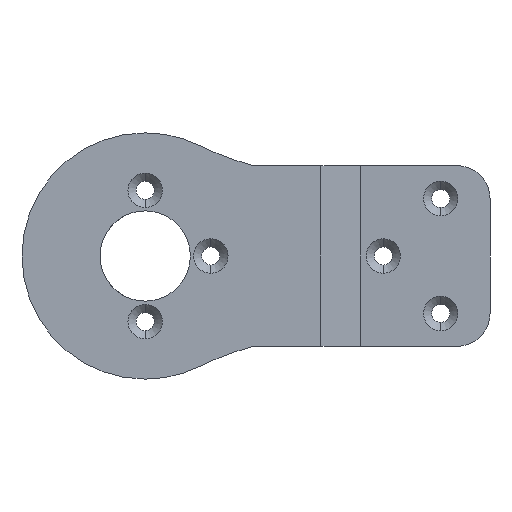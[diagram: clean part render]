
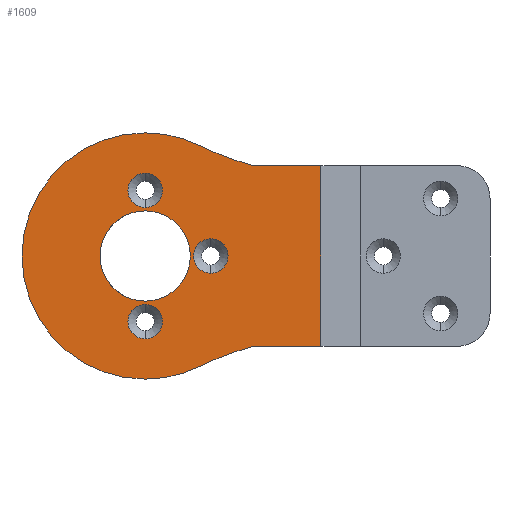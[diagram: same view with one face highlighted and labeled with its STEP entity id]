
A CAD part, left-side view. The second image highlights one B-rep face of the part: STEP entity #1609.
In plain terms, the highlighted planar face has unit normal (-1, 0, 0).
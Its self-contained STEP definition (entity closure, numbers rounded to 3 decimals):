
#20 = CARTESIAN_POINT ( 'NONE',  ( -22.762, -5.605, 45. ) ) ;
#52 = EDGE_CURVE ( 'NONE', #3160, #2945, #2391, .T. ) ;
#54 = AXIS2_PLACEMENT_3D ( 'NONE', #1846, #1046, #2903 ) ;
#59 = VERTEX_POINT ( 'NONE', #3239 ) ;
#72 = DIRECTION ( 'NONE',  ( 1., 0., 0. ) ) ;
#151 = VERTEX_POINT ( 'NONE', #2597 ) ;
#158 = DIRECTION ( 'NONE',  ( 0., 0., -1. ) ) ;
#200 = CARTESIAN_POINT ( 'NONE',  ( -22.762, 8.395, 56. ) ) ;
#225 = CIRCLE ( 'NONE', #2148, 35.52 ) ;
#230 = CARTESIAN_POINT ( 'NONE',  ( -22.762, 3.23, 67. ) ) ;
#290 = CIRCLE ( 'NONE', #1675, 2.1 ) ;
#291 = CARTESIAN_POINT ( 'NONE',  ( -22.762, 16.395, 56. ) ) ;
#306 = CARTESIAN_POINT ( 'NONE',  ( -22.762, 9.765, 42.545 ) ) ;
#329 = DIRECTION ( 'NONE',  ( -1., 0., 0. ) ) ;
#383 = ORIENTED_EDGE ( 'NONE', *, *, #2084, .T. ) ;
#437 = CARTESIAN_POINT ( 'NONE',  ( -22.762, -5.934, 10.683 ) ) ;
#464 = DIRECTION ( 'NONE',  ( 0., 0., 1. ) ) ;
#499 = CIRCLE ( 'NONE', #1058, 15. ) ;
#536 = EDGE_CURVE ( 'NONE', #2673, #2416, #3386, .T. ) ;
#541 = CARTESIAN_POINT ( 'NONE',  ( -22.762, 3.23, 45. ) ) ;
#591 = CARTESIAN_POINT ( 'NONE',  ( -22.762, 16.395, 50.5 ) ) ;
#604 = AXIS2_PLACEMENT_3D ( 'NONE', #1857, #2415, #798 ) ;
#610 = PLANE ( 'NONE',  #1950 ) ;
#627 = CIRCLE ( 'NONE', #3065, 2.1 ) ;
#684 = DIRECTION ( 'NONE',  ( 1., 0., 0. ) ) ;
#717 = CARTESIAN_POINT ( 'NONE',  ( -22.762, 8.395, 56. ) ) ;
#768 = EDGE_LOOP ( 'NONE', ( #2439, #1417 ) ) ;
#770 = CIRCLE ( 'NONE', #54, 5.5 ) ;
#771 = DIRECTION ( 'NONE',  ( 1., 0., 0. ) ) ;
#798 = DIRECTION ( 'NONE',  ( 0., 0., -1. ) ) ;
#802 = FACE_BOUND ( 'NONE', #2078, .T. ) ;
#815 = DIRECTION ( 'NONE',  ( 0., 0., -1. ) ) ;
#849 = CARTESIAN_POINT ( 'NONE',  ( -22.762, 16.395, 50.1 ) ) ;
#858 = VERTEX_POINT ( 'NONE', #2172 ) ;
#861 = CARTESIAN_POINT ( 'NONE',  ( -22.762, 8.395, 58.1 ) ) ;
#904 = EDGE_CURVE ( 'NONE', #2213, #2814, #1459, .T. ) ;
#933 = EDGE_CURVE ( 'NONE', #2945, #3160, #290, .T. ) ;
#965 = DIRECTION ( 'NONE',  ( 1., 0., 0. ) ) ;
#996 = DIRECTION ( 'NONE',  ( 1., 0., 0. ) ) ;
#1000 = CARTESIAN_POINT ( 'NONE',  ( -22.762, 16.395, 56. ) ) ;
#1046 = DIRECTION ( 'NONE',  ( 1., 0., 0. ) ) ;
#1058 = AXIS2_PLACEMENT_3D ( 'NONE', #1000, #965, #2043 ) ;
#1065 = FACE_OUTER_BOUND ( 'NONE', #1435, .T. ) ;
#1091 = EDGE_CURVE ( 'NONE', #151, #3207, #2701, .T. ) ;
#1138 = DIRECTION ( 'NONE',  ( 0., 0., 1. ) ) ;
#1152 = ORIENTED_EDGE ( 'NONE', *, *, #1091, .F. ) ;
#1181 = EDGE_LOOP ( 'NONE', ( #383, #1351 ) ) ;
#1211 = ORIENTED_EDGE ( 'NONE', *, *, #536, .T. ) ;
#1222 = VECTOR ( 'NONE', #2683, 1000. ) ;
#1264 = ORIENTED_EDGE ( 'NONE', *, *, #2626, .F. ) ;
#1267 = AXIS2_PLACEMENT_3D ( 'NONE', #1625, #2384, #815 ) ;
#1287 = DIRECTION ( 'NONE',  ( 0., 0., 1. ) ) ;
#1339 = FACE_BOUND ( 'NONE', #768, .T. ) ;
#1342 = ORIENTED_EDGE ( 'NONE', *, *, #52, .T. ) ;
#1351 = ORIENTED_EDGE ( 'NONE', *, *, #1752, .T. ) ;
#1358 = VERTEX_POINT ( 'NONE', #2831 ) ;
#1374 = CARTESIAN_POINT ( 'NONE',  ( -22.762, 16.395, 41. ) ) ;
#1393 = CARTESIAN_POINT ( 'NONE',  ( -22.762, -5.605, 67. ) ) ;
#1412 = CARTESIAN_POINT ( 'NONE',  ( -22.762, 16.395, 48. ) ) ;
#1417 = ORIENTED_EDGE ( 'NONE', *, *, #2760, .T. ) ;
#1434 = EDGE_CURVE ( 'NONE', #2416, #2673, #627, .T. ) ;
#1435 = EDGE_LOOP ( 'NONE', ( #2151, #2987, #3097, #1593, #1264, #2220, #1152, #2587 ) ) ;
#1459 = CIRCLE ( 'NONE', #3167, 35.52 ) ;
#1524 = VERTEX_POINT ( 'NONE', #1901 ) ;
#1531 = ORIENTED_EDGE ( 'NONE', *, *, #1434, .T. ) ;
#1554 = EDGE_CURVE ( 'NONE', #2552, #858, #2248, .T. ) ;
#1582 = CARTESIAN_POINT ( 'NONE',  ( -22.762, -5.605, 67. ) ) ;
#1591 = FACE_BOUND ( 'NONE', #2068, .T. ) ;
#1593 = ORIENTED_EDGE ( 'NONE', *, *, #1554, .F. ) ;
#1596 = CIRCLE ( 'NONE', #604, 15. ) ;
#1599 = CIRCLE ( 'NONE', #3103, 2.1 ) ;
#1609 = ADVANCED_FACE ( 'NONE', ( #1065, #3168, #802, #1591, #1339 ), #610, .T. ) ;
#1614 = ORIENTED_EDGE ( 'NONE', *, *, #933, .T. ) ;
#1621 = DIRECTION ( 'NONE',  ( -1., 0., 0. ) ) ;
#1625 = CARTESIAN_POINT ( 'NONE',  ( -22.762, 16.395, 56. ) ) ;
#1631 = LINE ( 'NONE', #1582, #1222 ) ;
#1675 = AXIS2_PLACEMENT_3D ( 'NONE', #2069, #771, #464 ) ;
#1731 = CARTESIAN_POINT ( 'NONE',  ( -22.762, 16.395, 64. ) ) ;
#1733 = DIRECTION ( 'NONE',  ( 0., 0., -1. ) ) ;
#1747 = CARTESIAN_POINT ( 'NONE',  ( -22.762, 9.765, 69.455 ) ) ;
#1752 = EDGE_CURVE ( 'NONE', #59, #2698, #1865, .T. ) ;
#1753 = CARTESIAN_POINT ( 'NONE',  ( -22.762, -5.018, 67. ) ) ;
#1770 = DIRECTION ( 'NONE',  ( -1., 0., 0. ) ) ;
#1839 = CARTESIAN_POINT ( 'NONE',  ( -22.762, 16.395, 45.9 ) ) ;
#1846 = CARTESIAN_POINT ( 'NONE',  ( -22.762, 16.395, 56. ) ) ;
#1852 = DIRECTION ( 'NONE',  ( 0., 1., 0. ) ) ;
#1857 = CARTESIAN_POINT ( 'NONE',  ( -22.762, 16.395, 56. ) ) ;
#1865 = CIRCLE ( 'NONE', #2756, 2.1 ) ;
#1873 = VECTOR ( 'NONE', #158, 1000. ) ;
#1901 = CARTESIAN_POINT ( 'NONE',  ( -22.762, -5.018, 67. ) ) ;
#1912 = CARTESIAN_POINT ( 'NONE',  ( -22.762, -5.934, 101.317 ) ) ;
#1933 = EDGE_CURVE ( 'NONE', #858, #2213, #1596, .T. ) ;
#1950 = AXIS2_PLACEMENT_3D ( 'NONE', #1393, #329, #3029 ) ;
#1965 = VERTEX_POINT ( 'NONE', #306 ) ;
#1981 = AXIS2_PLACEMENT_3D ( 'NONE', #291, #2958, #2174 ) ;
#2027 = LINE ( 'NONE', #1753, #1873 ) ;
#2043 = DIRECTION ( 'NONE',  ( 0., 0., -1. ) ) ;
#2055 = DIRECTION ( 'NONE',  ( 0., 0., 1. ) ) ;
#2068 = EDGE_LOOP ( 'NONE', ( #1342, #1614 ) ) ;
#2069 = CARTESIAN_POINT ( 'NONE',  ( -22.762, 16.395, 48. ) ) ;
#2078 = EDGE_LOOP ( 'NONE', ( #1531, #1211 ) ) ;
#2084 = EDGE_CURVE ( 'NONE', #2698, #59, #1599, .T. ) ;
#2148 = AXIS2_PLACEMENT_3D ( 'NONE', #437, #1770, #1733 ) ;
#2151 = ORIENTED_EDGE ( 'NONE', *, *, #3132, .T. ) ;
#2169 = VECTOR ( 'NONE', #1852, 1000. ) ;
#2172 = CARTESIAN_POINT ( 'NONE',  ( -22.762, 16.395, 71. ) ) ;
#2174 = DIRECTION ( 'NONE',  ( 0., 0., -1. ) ) ;
#2189 = CARTESIAN_POINT ( 'NONE',  ( -22.762, 16.395, 64. ) ) ;
#2213 = VERTEX_POINT ( 'NONE', #1747 ) ;
#2220 = ORIENTED_EDGE ( 'NONE', *, *, #2686, .F. ) ;
#2248 = CIRCLE ( 'NONE', #1267, 15. ) ;
#2384 = DIRECTION ( 'NONE',  ( 1., 0., 0. ) ) ;
#2391 = CIRCLE ( 'NONE', #2615, 2.1 ) ;
#2415 = DIRECTION ( 'NONE',  ( 1., 0., 0. ) ) ;
#2416 = VERTEX_POINT ( 'NONE', #861 ) ;
#2439 = ORIENTED_EDGE ( 'NONE', *, *, #2899, .T. ) ;
#2518 = VERTEX_POINT ( 'NONE', #591 ) ;
#2525 = CARTESIAN_POINT ( 'NONE',  ( -22.762, 16.395, 61.9 ) ) ;
#2552 = VERTEX_POINT ( 'NONE', #1374 ) ;
#2587 = ORIENTED_EDGE ( 'NONE', *, *, #2630, .F. ) ;
#2597 = CARTESIAN_POINT ( 'NONE',  ( -22.762, -5.018, 45. ) ) ;
#2615 = AXIS2_PLACEMENT_3D ( 'NONE', #1412, #72, #1138 ) ;
#2626 = EDGE_CURVE ( 'NONE', #1965, #2552, #499, .T. ) ;
#2630 = EDGE_CURVE ( 'NONE', #1524, #151, #2027, .T. ) ;
#2673 = VERTEX_POINT ( 'NONE', #2773 ) ;
#2674 = DIRECTION ( 'NONE',  ( 0., 0., 1. ) ) ;
#2683 = DIRECTION ( 'NONE',  ( 0., 1., 0. ) ) ;
#2686 = EDGE_CURVE ( 'NONE', #3207, #1965, #225, .T. ) ;
#2689 = DIRECTION ( 'NONE',  ( 1., 0., 0. ) ) ;
#2698 = VERTEX_POINT ( 'NONE', #2525 ) ;
#2701 = LINE ( 'NONE', #20, #2169 ) ;
#2756 = AXIS2_PLACEMENT_3D ( 'NONE', #1731, #684, #1287 ) ;
#2760 = EDGE_CURVE ( 'NONE', #1358, #2518, #770, .T. ) ;
#2773 = CARTESIAN_POINT ( 'NONE',  ( -22.762, 8.395, 53.9 ) ) ;
#2814 = VERTEX_POINT ( 'NONE', #230 ) ;
#2831 = CARTESIAN_POINT ( 'NONE',  ( -22.762, 16.395, 61.5 ) ) ;
#2867 = CIRCLE ( 'NONE', #1981, 5.5 ) ;
#2899 = EDGE_CURVE ( 'NONE', #2518, #1358, #2867, .T. ) ;
#2903 = DIRECTION ( 'NONE',  ( 0., 0., -1. ) ) ;
#2945 = VERTEX_POINT ( 'NONE', #849 ) ;
#2958 = DIRECTION ( 'NONE',  ( 1., 0., 0. ) ) ;
#2987 = ORIENTED_EDGE ( 'NONE', *, *, #904, .F. ) ;
#3029 = DIRECTION ( 'NONE',  ( 0., 0., 1. ) ) ;
#3065 = AXIS2_PLACEMENT_3D ( 'NONE', #200, #3395, #3077 ) ;
#3077 = DIRECTION ( 'NONE',  ( 0., 0., 1. ) ) ;
#3097 = ORIENTED_EDGE ( 'NONE', *, *, #1933, .F. ) ;
#3103 = AXIS2_PLACEMENT_3D ( 'NONE', #2189, #2689, #3284 ) ;
#3132 = EDGE_CURVE ( 'NONE', #1524, #2814, #1631, .T. ) ;
#3160 = VERTEX_POINT ( 'NONE', #1839 ) ;
#3167 = AXIS2_PLACEMENT_3D ( 'NONE', #1912, #1621, #2674 ) ;
#3168 = FACE_BOUND ( 'NONE', #1181, .T. ) ;
#3207 = VERTEX_POINT ( 'NONE', #541 ) ;
#3239 = CARTESIAN_POINT ( 'NONE',  ( -22.762, 16.395, 66.1 ) ) ;
#3274 = AXIS2_PLACEMENT_3D ( 'NONE', #717, #996, #2055 ) ;
#3284 = DIRECTION ( 'NONE',  ( 0., 0., 1. ) ) ;
#3386 = CIRCLE ( 'NONE', #3274, 2.1 ) ;
#3395 = DIRECTION ( 'NONE',  ( 1., 0., 0. ) ) ;
